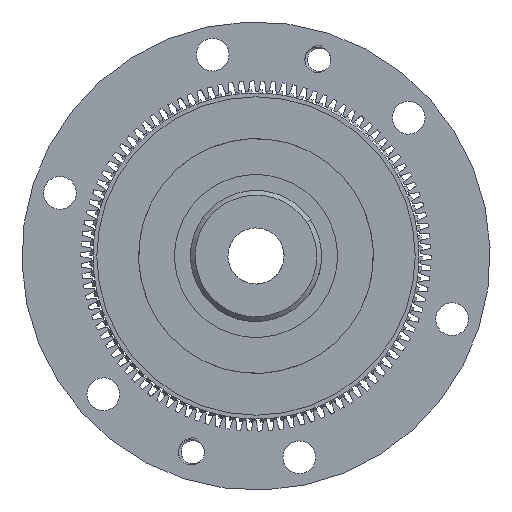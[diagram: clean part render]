
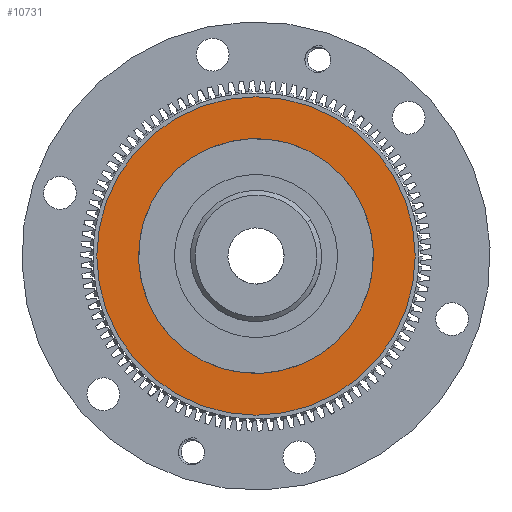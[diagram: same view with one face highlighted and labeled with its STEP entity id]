
A CAD part, front view. The second image highlights one B-rep face of the part: STEP entity #10731.
In plain terms, the highlighted face is planar.
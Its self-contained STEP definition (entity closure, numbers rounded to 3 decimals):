
#32 = DIRECTION ( 'NONE',  ( -1., 0., 0. ) ) ;
#2558 = CIRCLE ( 'NONE', #8706, 17. ) ;
#2978 = EDGE_CURVE ( 'NONE', #22921, #40354, #17215, .T. ) ;
#5927 = DIRECTION ( 'NONE',  ( -1., 0., 0. ) ) ;
#7771 = FACE_OUTER_BOUND ( 'NONE', #8529, .T. ) ;
#8529 = EDGE_LOOP ( 'NONE', ( #31242, #9452 ) ) ;
#8706 = AXIS2_PLACEMENT_3D ( 'NONE', #12690, #16018, #26285 ) ;
#9452 = ORIENTED_EDGE ( 'NONE', *, *, #13650, .F. ) ;
#10731 = ADVANCED_FACE ( 'NONE', ( #7771, #43235 ), #23263, .F. ) ;
#10838 = CARTESIAN_POINT ( 'NONE',  ( 3., -14.745, -12.535 ) ) ;
#11037 = EDGE_CURVE ( 'NONE', #41707, #22426, #2558, .T. ) ;
#12690 = CARTESIAN_POINT ( 'NONE',  ( 3., -14.745, 0. ) ) ;
#13425 = DIRECTION ( 'NONE',  ( -1., 0., 0. ) ) ;
#13650 = EDGE_CURVE ( 'NONE', #22426, #41707, #41438, .T. ) ;
#16018 = DIRECTION ( 'NONE',  ( -1., 0., 0. ) ) ;
#16898 = DIRECTION ( 'NONE',  ( 0., 0., 1. ) ) ;
#17215 = CIRCLE ( 'NONE', #32176, 12.535 ) ;
#18416 = ORIENTED_EDGE ( 'NONE', *, *, #2978, .T. ) ;
#19144 = CIRCLE ( 'NONE', #24593, 12.535 ) ;
#19307 = AXIS2_PLACEMENT_3D ( 'NONE', #43136, #13425, #16898 ) ;
#19693 = EDGE_LOOP ( 'NONE', ( #18416, #27418 ) ) ;
#20012 = CARTESIAN_POINT ( 'NONE',  ( 3., -14.745, 0. ) ) ;
#20726 = AXIS2_PLACEMENT_3D ( 'NONE', #20012, #32, #23323 ) ;
#22250 = CARTESIAN_POINT ( 'NONE',  ( 3., -14.745, 0. ) ) ;
#22426 = VERTEX_POINT ( 'NONE', #38047 ) ;
#22921 = VERTEX_POINT ( 'NONE', #27024 ) ;
#23263 = PLANE ( 'NONE',  #19307 ) ;
#23323 = DIRECTION ( 'NONE',  ( 0., 0., 1. ) ) ;
#24287 = EDGE_CURVE ( 'NONE', #40354, #22921, #19144, .T. ) ;
#24593 = AXIS2_PLACEMENT_3D ( 'NONE', #22250, #5927, #28930 ) ;
#26285 = DIRECTION ( 'NONE',  ( 0., 0., 1. ) ) ;
#27024 = CARTESIAN_POINT ( 'NONE',  ( 3., -14.745, 12.535 ) ) ;
#27418 = ORIENTED_EDGE ( 'NONE', *, *, #24287, .T. ) ;
#28930 = DIRECTION ( 'NONE',  ( 0., 0., 1. ) ) ;
#31242 = ORIENTED_EDGE ( 'NONE', *, *, #11037, .F. ) ;
#31367 = CARTESIAN_POINT ( 'NONE',  ( 3., -14.745, 0. ) ) ;
#32176 = AXIS2_PLACEMENT_3D ( 'NONE', #31367, #41441, #38375 ) ;
#38047 = CARTESIAN_POINT ( 'NONE',  ( 3., -14.745, -17. ) ) ;
#38375 = DIRECTION ( 'NONE',  ( 0., 0., 1. ) ) ;
#40354 = VERTEX_POINT ( 'NONE', #10838 ) ;
#41438 = CIRCLE ( 'NONE', #20726, 17. ) ;
#41441 = DIRECTION ( 'NONE',  ( -1., 0., 0. ) ) ;
#41707 = VERTEX_POINT ( 'NONE', #42768 ) ;
#42768 = CARTESIAN_POINT ( 'NONE',  ( 3., -14.745, 17. ) ) ;
#43136 = CARTESIAN_POINT ( 'NONE',  ( 3., 2.255, 0. ) ) ;
#43235 = FACE_BOUND ( 'NONE', #19693, .T. ) ;
